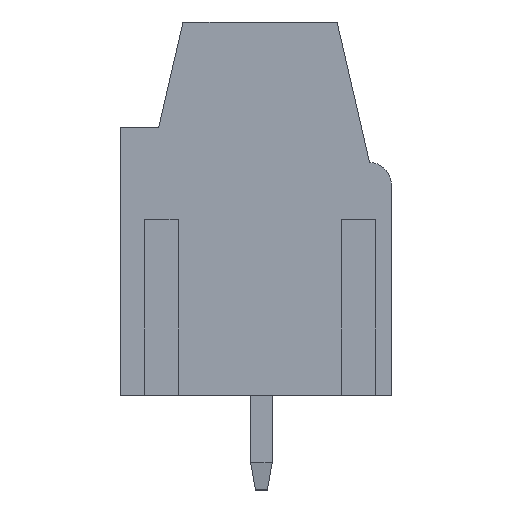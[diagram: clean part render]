
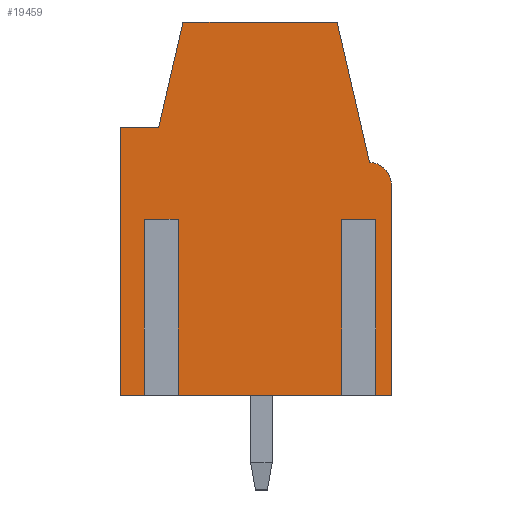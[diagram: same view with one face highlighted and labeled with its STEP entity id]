
A CAD part, left-side view. The second image highlights one B-rep face of the part: STEP entity #19459.
In plain terms, the highlighted planar face has unit normal (-1, 0, 0).
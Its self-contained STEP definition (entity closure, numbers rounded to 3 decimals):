
#19214=AXIS2_PLACEMENT_3D('Circle Axis2P3D',#19212,#19213,$) ;
#19396=AXIS2_PLACEMENT_3D('Plane Axis2P3D',#19393,#19394,#19395) ;
#18445=CARTESIAN_POINT('Vertex',(0.55,0.,3.5)) ;
#18448=CARTESIAN_POINT('Line Origine',(0.55,0.447,3.5)) ;
#18452=CARTESIAN_POINT('Vertex',(0.55,0.894,3.5)) ;
#18473=CARTESIAN_POINT('Vertex',(0.55,1.506,3.5)) ;
#18476=CARTESIAN_POINT('Line Origine',(0.55,4.85,3.5)) ;
#18480=CARTESIAN_POINT('Vertex',(0.55,8.194,3.5)) ;
#18501=CARTESIAN_POINT('Vertex',(0.55,8.806,3.5)) ;
#18504=CARTESIAN_POINT('Line Origine',(0.55,9.403,3.5)) ;
#18508=CARTESIAN_POINT('Vertex',(0.55,10.,3.5)) ;
#18952=CARTESIAN_POINT('Line Origine',(0.55,10.,8.45)) ;
#18956=CARTESIAN_POINT('Vertex',(0.55,10.,13.4)) ;
#19097=CARTESIAN_POINT('Vertex',(0.55,8.6,13.4)) ;
#19100=CARTESIAN_POINT('Line Origine',(0.55,8.15,15.35)) ;
#19104=CARTESIAN_POINT('Vertex',(0.55,7.7,17.3)) ;
#19128=CARTESIAN_POINT('Line Origine',(0.55,4.85,17.3)) ;
#19132=CARTESIAN_POINT('Vertex',(0.55,2.001,17.3)) ;
#19188=CARTESIAN_POINT('Line Origine',(0.55,1.4,14.7)) ;
#19192=CARTESIAN_POINT('Vertex',(0.55,0.8,12.1)) ;
#19212=CARTESIAN_POINT('Axis2P3D Location',(0.55,0.8,11.3)) ;
#19216=CARTESIAN_POINT('Vertex',(0.55,0.,11.3)) ;
#19236=CARTESIAN_POINT('Line Origine',(0.55,0.,7.4)) ;
#19393=CARTESIAN_POINT('Axis2P3D Location',(0.55,10.,0.)) ;
#19398=CARTESIAN_POINT('Line Origine',(0.55,1.506,6.75)) ;
#19402=CARTESIAN_POINT('Vertex',(0.55,1.506,10.)) ;
#19405=CARTESIAN_POINT('Line Origine',(0.55,1.2,10.)) ;
#19409=CARTESIAN_POINT('Vertex',(0.55,0.894,10.)) ;
#19412=CARTESIAN_POINT('Line Origine',(0.55,0.894,6.75)) ;
#19417=CARTESIAN_POINT('Line Origine',(0.55,9.3,13.4)) ;
#19422=CARTESIAN_POINT('Line Origine',(0.55,8.806,6.75)) ;
#19426=CARTESIAN_POINT('Vertex',(0.55,8.806,10.)) ;
#19429=CARTESIAN_POINT('Line Origine',(0.55,8.5,10.)) ;
#19433=CARTESIAN_POINT('Vertex',(0.55,8.194,10.)) ;
#19436=CARTESIAN_POINT('Line Origine',(0.55,8.194,6.75)) ;
#18449=DIRECTION('Vector Direction',(0.,-1.,0.)) ;
#18477=DIRECTION('Vector Direction',(0.,-1.,0.)) ;
#18505=DIRECTION('Vector Direction',(0.,-1.,0.)) ;
#18953=DIRECTION('Vector Direction',(0.,0.,-1.)) ;
#19101=DIRECTION('Vector Direction',(0.,0.225,-0.974)) ;
#19129=DIRECTION('Vector Direction',(0.,1.,0.)) ;
#19189=DIRECTION('Vector Direction',(0.,0.225,0.974)) ;
#19213=DIRECTION('Axis2P3D Direction',(-1.,0.,0.)) ;
#19237=DIRECTION('Vector Direction',(0.,0.,1.)) ;
#19394=DIRECTION('Axis2P3D Direction',(-1.,0.,0.)) ;
#19395=DIRECTION('Axis2P3D XDirection',(0.,1.,0.)) ;
#19399=DIRECTION('Vector Direction',(0.,0.,1.)) ;
#19406=DIRECTION('Vector Direction',(0.,1.,0.)) ;
#19413=DIRECTION('Vector Direction',(0.,0.,1.)) ;
#19418=DIRECTION('Vector Direction',(0.,1.,0.)) ;
#19423=DIRECTION('Vector Direction',(0.,0.,1.)) ;
#19430=DIRECTION('Vector Direction',(0.,1.,0.)) ;
#19437=DIRECTION('Vector Direction',(0.,0.,1.)) ;
#18450=VECTOR('Line Direction',#18449,1.) ;
#18478=VECTOR('Line Direction',#18477,1.) ;
#18506=VECTOR('Line Direction',#18505,1.) ;
#18954=VECTOR('Line Direction',#18953,1.) ;
#19102=VECTOR('Line Direction',#19101,1.) ;
#19130=VECTOR('Line Direction',#19129,1.) ;
#19190=VECTOR('Line Direction',#19189,1.) ;
#19238=VECTOR('Line Direction',#19237,1.) ;
#19400=VECTOR('Line Direction',#19399,1.) ;
#19407=VECTOR('Line Direction',#19406,1.) ;
#19414=VECTOR('Line Direction',#19413,1.) ;
#19419=VECTOR('Line Direction',#19418,1.) ;
#19424=VECTOR('Line Direction',#19423,1.) ;
#19431=VECTOR('Line Direction',#19430,1.) ;
#19438=VECTOR('Line Direction',#19437,1.) ;
#19442=ORIENTED_EDGE('',*,*,#18482,.T.) ;
#19443=ORIENTED_EDGE('',*,*,#19404,.T.) ;
#19444=ORIENTED_EDGE('',*,*,#19411,.F.) ;
#19445=ORIENTED_EDGE('',*,*,#19416,.F.) ;
#19446=ORIENTED_EDGE('',*,*,#18454,.T.) ;
#19447=ORIENTED_EDGE('',*,*,#19240,.T.) ;
#19448=ORIENTED_EDGE('',*,*,#19218,.T.) ;
#19449=ORIENTED_EDGE('',*,*,#19194,.T.) ;
#19450=ORIENTED_EDGE('',*,*,#19134,.T.) ;
#19451=ORIENTED_EDGE('',*,*,#19106,.T.) ;
#19452=ORIENTED_EDGE('',*,*,#19421,.T.) ;
#19453=ORIENTED_EDGE('',*,*,#18958,.T.) ;
#19454=ORIENTED_EDGE('',*,*,#18510,.T.) ;
#19455=ORIENTED_EDGE('',*,*,#19428,.T.) ;
#19456=ORIENTED_EDGE('',*,*,#19435,.F.) ;
#19457=ORIENTED_EDGE('',*,*,#19440,.F.) ;
#19459=ADVANCED_FACE('HOUSING',(#19458),#19397,.T.) ;
#19215=CIRCLE('generated circle',#19214,0.8) ;
#18454=EDGE_CURVE('',#18453,#18446,#18451,.T.) ;
#18482=EDGE_CURVE('',#18481,#18474,#18479,.T.) ;
#18510=EDGE_CURVE('',#18509,#18502,#18507,.T.) ;
#18958=EDGE_CURVE('',#18957,#18509,#18955,.T.) ;
#19106=EDGE_CURVE('',#19105,#19098,#19103,.T.) ;
#19134=EDGE_CURVE('',#19133,#19105,#19131,.T.) ;
#19194=EDGE_CURVE('',#19193,#19133,#19191,.T.) ;
#19218=EDGE_CURVE('',#19217,#19193,#19215,.T.) ;
#19240=EDGE_CURVE('',#18446,#19217,#19239,.T.) ;
#19404=EDGE_CURVE('',#18474,#19403,#19401,.T.) ;
#19411=EDGE_CURVE('',#19410,#19403,#19408,.T.) ;
#19416=EDGE_CURVE('',#18453,#19410,#19415,.T.) ;
#19421=EDGE_CURVE('',#19098,#18957,#19420,.T.) ;
#19428=EDGE_CURVE('',#18502,#19427,#19425,.T.) ;
#19435=EDGE_CURVE('',#19434,#19427,#19432,.T.) ;
#19440=EDGE_CURVE('',#18481,#19434,#19439,.T.) ;
#19441=EDGE_LOOP('',(#19442,#19443,#19444,#19445,#19446,#19447,#19448,#19449,#19450,#19451,#19452,#19453,#19454,#19455,#19456,#19457)) ;
#19458=FACE_OUTER_BOUND('',#19441,.T.) ;
#18451=LINE('Line',#18448,#18450) ;
#18479=LINE('Line',#18476,#18478) ;
#18507=LINE('Line',#18504,#18506) ;
#18955=LINE('Line',#18952,#18954) ;
#19103=LINE('Line',#19100,#19102) ;
#19131=LINE('Line',#19128,#19130) ;
#19191=LINE('Line',#19188,#19190) ;
#19239=LINE('Line',#19236,#19238) ;
#19401=LINE('Line',#19398,#19400) ;
#19408=LINE('Line',#19405,#19407) ;
#19415=LINE('Line',#19412,#19414) ;
#19420=LINE('Line',#19417,#19419) ;
#19425=LINE('Line',#19422,#19424) ;
#19432=LINE('Line',#19429,#19431) ;
#19439=LINE('Line',#19436,#19438) ;
#19397=PLANE('',#19396) ;
#18446=VERTEX_POINT('',#18445) ;
#18453=VERTEX_POINT('',#18452) ;
#18474=VERTEX_POINT('',#18473) ;
#18481=VERTEX_POINT('',#18480) ;
#18502=VERTEX_POINT('',#18501) ;
#18509=VERTEX_POINT('',#18508) ;
#18957=VERTEX_POINT('',#18956) ;
#19098=VERTEX_POINT('',#19097) ;
#19105=VERTEX_POINT('',#19104) ;
#19133=VERTEX_POINT('',#19132) ;
#19193=VERTEX_POINT('',#19192) ;
#19217=VERTEX_POINT('',#19216) ;
#19403=VERTEX_POINT('',#19402) ;
#19410=VERTEX_POINT('',#19409) ;
#19427=VERTEX_POINT('',#19426) ;
#19434=VERTEX_POINT('',#19433) ;
